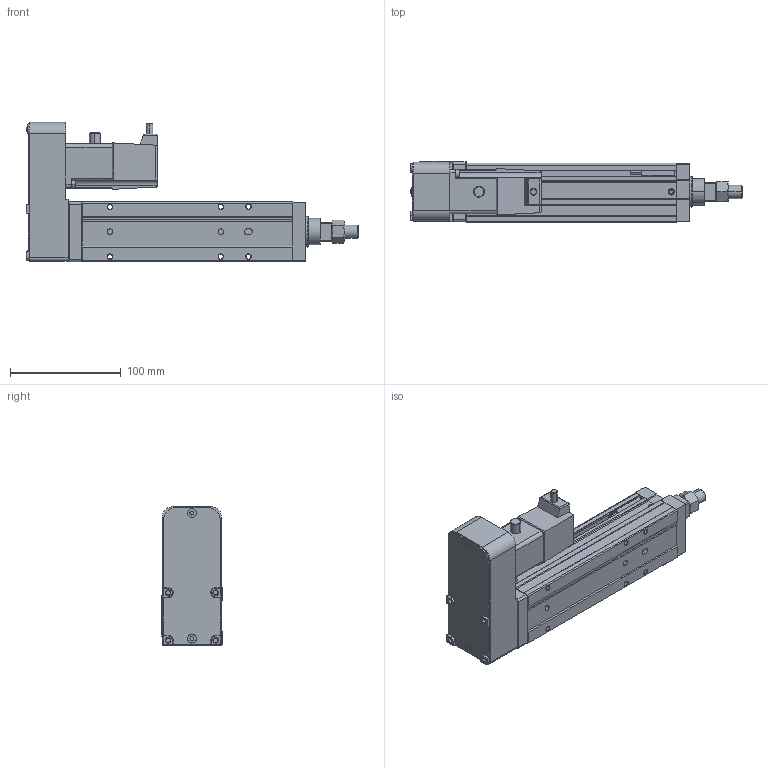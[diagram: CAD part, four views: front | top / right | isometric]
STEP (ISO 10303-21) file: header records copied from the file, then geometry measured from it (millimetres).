
FILE_DESCRIPTION (( 'STEP AP214' ), '1' );
FILE_NAME ('ETU05BL-12XLD-0050-XXXX.STEP', '2025-02-27T14:37:33', ( '' ), ( '' ), 'SwSTEP 2.0', 'SolidWorks 2022', '' );
FILE_SCHEMA (( 'AUTOMOTIVE_DESIGN' ));
Length unit declared in the file: millimetre
Products named in the file (10): ETU05-50NUT; ETU05-50BODY4; ETU05-50ROD; ETU05-50BODY0; ETU05-50BODY1; ETU05-50SENSOR; ETU05-50BODY3; ETU05-50BODY2; FANG STICKER; ETU05BL-12XLD-0050-XXXX
Assembly tree (10 placements, depth 2):
  ETU05BL-12XLD-0050-XXXX
    ETU05-50BODY0
    ETU05-50BODY1
    ETU05-50BODY2
    ETU05-50BODY3
    ETU05-50BODY4
    ETU05-50ROD
    ETU05-50NUT
    ETU05-50SENSOR  x2
    FANG STICKER
Bounding box: 300 x 55.25 x 125.77 mm (x, y, z)
Volume: 850418.1 mm3; surface area: 138710.4 mm2
Topology: 10 solids, 10 shells, 840 faces, 2136 edges, 1377 vertices
Faces by surface type: plane 524, cylinder 218, cone 88, torus 10
Entity records: 25344 total; most frequent: CARTESIAN_POINT 4510, DIRECTION 4267, ORIENTED_EDGE 4196, EDGE_CURVE 2098, VECTOR 1519, LINE 1519, AXIS2_PLACEMENT_3D 1374, VERTEX_POINT 1357
